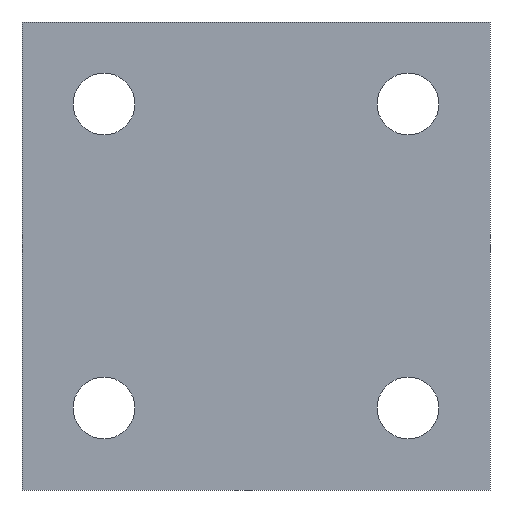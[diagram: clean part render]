
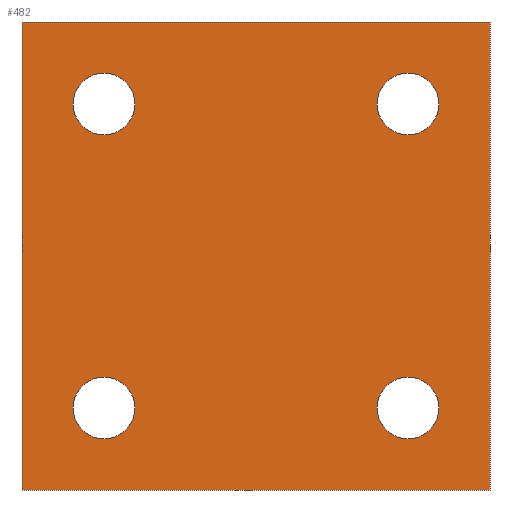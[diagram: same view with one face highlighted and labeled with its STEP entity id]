
A CAD part, front view. The second image highlights one B-rep face of the part: STEP entity #482.
In plain terms, the highlighted planar face has unit normal (0, -1, 0).
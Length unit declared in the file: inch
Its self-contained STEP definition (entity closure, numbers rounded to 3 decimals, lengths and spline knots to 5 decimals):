
#31=FACE_BOUND('',#119,.T.);
#32=FACE_BOUND('',#120,.T.);
#33=FACE_BOUND('',#121,.T.);
#34=FACE_BOUND('',#122,.T.);
#50=PLANE('',#548);
#76=FACE_OUTER_BOUND('',#118,.T.);
#118=EDGE_LOOP('',(#439,#440,#441,#442));
#119=EDGE_LOOP('',(#443));
#120=EDGE_LOOP('',(#444));
#121=EDGE_LOOP('',(#445));
#122=EDGE_LOOP('',(#446));
#151=LINE('',#791,#191);
#155=LINE('',#799,#195);
#158=LINE('',#805,#198);
#161=LINE('',#810,#201);
#191=VECTOR('',#661,0.3937);
#195=VECTOR('',#667,0.3937);
#198=VECTOR('',#672,0.3937);
#201=VECTOR('',#677,0.3937);
#216=CIRCLE('',#533,0.165);
#218=CIRCLE('',#536,0.165);
#220=CIRCLE('',#539,0.165);
#222=CIRCLE('',#542,0.165);
#252=VERTEX_POINT('',#771);
#254=VERTEX_POINT('',#776);
#256=VERTEX_POINT('',#781);
#258=VERTEX_POINT('',#786);
#259=VERTEX_POINT('',#789);
#260=VERTEX_POINT('',#790);
#263=VERTEX_POINT('',#798);
#265=VERTEX_POINT('',#804);
#308=EDGE_CURVE('',#252,#252,#216,.T.);
#310=EDGE_CURVE('',#254,#254,#218,.T.);
#312=EDGE_CURVE('',#256,#256,#220,.T.);
#314=EDGE_CURVE('',#258,#258,#222,.T.);
#315=EDGE_CURVE('',#259,#260,#151,.T.);
#319=EDGE_CURVE('',#263,#259,#155,.T.);
#322=EDGE_CURVE('',#265,#263,#158,.T.);
#325=EDGE_CURVE('',#260,#265,#161,.T.);
#439=ORIENTED_EDGE('',*,*,#325,.F.);
#440=ORIENTED_EDGE('',*,*,#315,.F.);
#441=ORIENTED_EDGE('',*,*,#319,.F.);
#442=ORIENTED_EDGE('',*,*,#322,.F.);
#443=ORIENTED_EDGE('',*,*,#308,.T.);
#444=ORIENTED_EDGE('',*,*,#310,.T.);
#445=ORIENTED_EDGE('',*,*,#312,.T.);
#446=ORIENTED_EDGE('',*,*,#314,.T.);
#482=ADVANCED_FACE('',(#76,#31,#32,#33,#34),#50,.F.);
#533=AXIS2_PLACEMENT_3D('',#772,#639,#640);
#536=AXIS2_PLACEMENT_3D('',#777,#645,#646);
#539=AXIS2_PLACEMENT_3D('',#782,#651,#652);
#542=AXIS2_PLACEMENT_3D('',#787,#657,#658);
#548=AXIS2_PLACEMENT_3D('',#813,#681,#682);
#639=DIRECTION('center_axis',(0.,1.,0.));
#640=DIRECTION('ref_axis',(-1.,0.,0.));
#645=DIRECTION('center_axis',(0.,1.,0.));
#646=DIRECTION('ref_axis',(-1.,0.,0.));
#651=DIRECTION('center_axis',(0.,1.,0.));
#652=DIRECTION('ref_axis',(-1.,0.,0.));
#657=DIRECTION('center_axis',(0.,1.,0.));
#658=DIRECTION('ref_axis',(-1.,0.,0.));
#661=DIRECTION('',(0.,0.,1.));
#667=DIRECTION('',(-1.,0.,0.));
#672=DIRECTION('',(0.,0.,-1.));
#677=DIRECTION('',(1.,0.,0.));
#681=DIRECTION('center_axis',(0.,1.,0.));
#682=DIRECTION('ref_axis',(0.,0.,1.));
#771=CARTESIAN_POINT('',(-0.647,0.,-0.812));
#772=CARTESIAN_POINT('Origin',(-0.812,0.,-0.812));
#776=CARTESIAN_POINT('',(0.977,0.,-0.812));
#777=CARTESIAN_POINT('Origin',(0.812,0.,-0.812));
#781=CARTESIAN_POINT('',(0.977,0.,0.812));
#782=CARTESIAN_POINT('Origin',(0.812,0.,0.812));
#786=CARTESIAN_POINT('',(-0.647,0.,0.812));
#787=CARTESIAN_POINT('Origin',(-0.812,0.,0.812));
#789=CARTESIAN_POINT('',(-1.25,0.,-1.25));
#790=CARTESIAN_POINT('',(-1.25,0.,1.25));
#791=CARTESIAN_POINT('',(-1.25,0.,-1.25));
#798=CARTESIAN_POINT('',(1.25,0.,-1.25));
#799=CARTESIAN_POINT('',(1.25,0.,-1.25));
#804=CARTESIAN_POINT('',(1.25,0.,1.25));
#805=CARTESIAN_POINT('',(1.25,0.,1.25));
#810=CARTESIAN_POINT('',(-1.25,0.,1.25));
#813=CARTESIAN_POINT('Origin',(0.,0.,0.));
